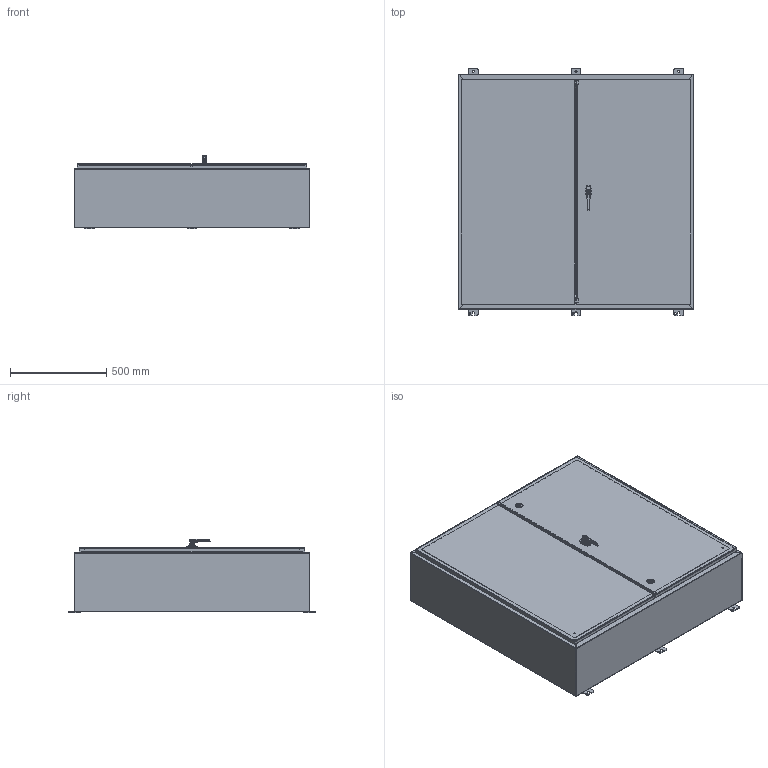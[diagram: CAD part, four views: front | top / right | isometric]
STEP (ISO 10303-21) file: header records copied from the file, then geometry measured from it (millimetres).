
FILE_DESCRIPTION(/* description */ ('ENCL,NEMA12,2D,WM,48X48X12'),/* implementation_level */ '2;1');
FILE_NAME(/* name */ 'WA484812WF.stp',/* time_stamp */ '2021-04-26T11:30:38-05:00',/* author */ ('dnichola'),/* organization */ (''),/* preprocessor_version */ 'ST-DEVELOPER v18.1',/* originating_system */ 'Autodesk Inventor 2020',/* authorisation */ '');
FILE_SCHEMA (('AUTOMOTIVE_DESIGN { 1 0 10303 214 3 1 1 }'));
Products named in the file (39): WA484812WF; 38623; 34840; WA484812WFLRS; WA484812WFBTB; WA4848WFFIP; SS_LARGE_DOOR_ROD_ASSM-37041; HFW31712; 1091-903_AF0; 1091-903_AF0_1; 1091-903_AF0_2; PLASTIC-ROLLER-CAM_AF0_ASM; PLASTIC-ROLLER-CAM_AF1; 7379-M6-8X25_AF0; LOCK-NUT_AF0; SUPPORT-ROLL_AF0; 1091-BR11_AF0; 37041; ANSI B18.6.3 - 3/8-16 UNC - 1.75; HFW3762; 31230; 3862; 3244; 3761; WA48WFSTRIPGSKT; HFW3524; WA482WFDPK; WA4848WFLDR; WA4848WFSDR; 38859; HFW312002; CP10184202R01_Standard; CP10184202R01_Deep Recess; CP10184202R03 MODIFY; CP10184202R02; CP10184202R04; _22030_0932_Spring_Plunger__1_b_2; _22030_0932_Spring_Plunger__1_a_4; 38846
Assembly tree (64 placements, depth 5):
  WA484812WF
    WA484812WFLRS  x2
    34840  x6
    38623
    WA484812WFBTB
    WA4848WFFIP  x2
    SS_LARGE_DOOR_ROD_ASSM-37041
      HFW31712
        1091-903_AF0
          1091-903_AF0_1
          1091-903_AF0_2
        PLASTIC-ROLLER-CAM_AF0_ASM
          PLASTIC-ROLLER-CAM_AF1
          7379-M6-8X25_AF0
          LOCK-NUT_AF0
        SUPPORT-ROLL_AF0
        1091-BR11_AF0
      37041  x2
      ANSI B18.6.3 - 3/8-16 UNC - 1.75  x2
      HFW3762  x4
      31230  x2
      3862  x2
    3244
    3761
    WA48WFSTRIPGSKT
    HFW3524  x2
    WA482WFDPK
    38846  x4
    WA4848WFLDR
    WA4848WFSDR
    38859  x8
    HFW312002  x2
      CP10184202R01_Standard
        CP10184202R01_Deep Recess
        CP10184202R03 MODIFY
      CP10184202R02
      CP10184202R04
        _22030_0932_Spring_Plunger__1_b_2
        _22030_0932_Spring_Plunger__1_a_4
Bounding box: 1219.2 x 1282.7 x 378.89 mm (x, y, z)
Volume: 10348926.4 mm3; surface area: 10276326.3 mm2
Topology: 61 solids, 108 shells, 2740 faces, 6894 edges, 4409 vertices
Faces by surface type: plane 1260, cylinder 640, bspline 628, torus 86, cone 66, sphere 60
Full cylindrical faces by diameter (mm): 1.5 x2, 2.5 x2, 3.17 x1, 3.302 x1, 3.5 x2, 3.9 x1, 4 x3, 4.039 x2, 4.2 x2, 4.5 x2, 4.773 x2, 5 x5, 5.16 x20, 6 x3, 6.128 x2, 6.172 x2, 6.35 x12, 6.41 x2, 6.535 x16, 7.144 x2, 7.938 x2, 7.95 x6, 8 x1, 8.153 x2, 8.2 x1, 8.382 x16, 8.56 x4, 8.7 x2, 9.525 x2, 10 x2
Entity records: 95306 total; most frequent: CARTESIAN_POINT 48061, ORIENTED_EDGE 10174, DIRECTION 8262, EDGE_CURVE 5087, VERTEX_POINT 3267, AXIS2_PLACEMENT_3D 2804, LINE 2654, VECTOR 2654
